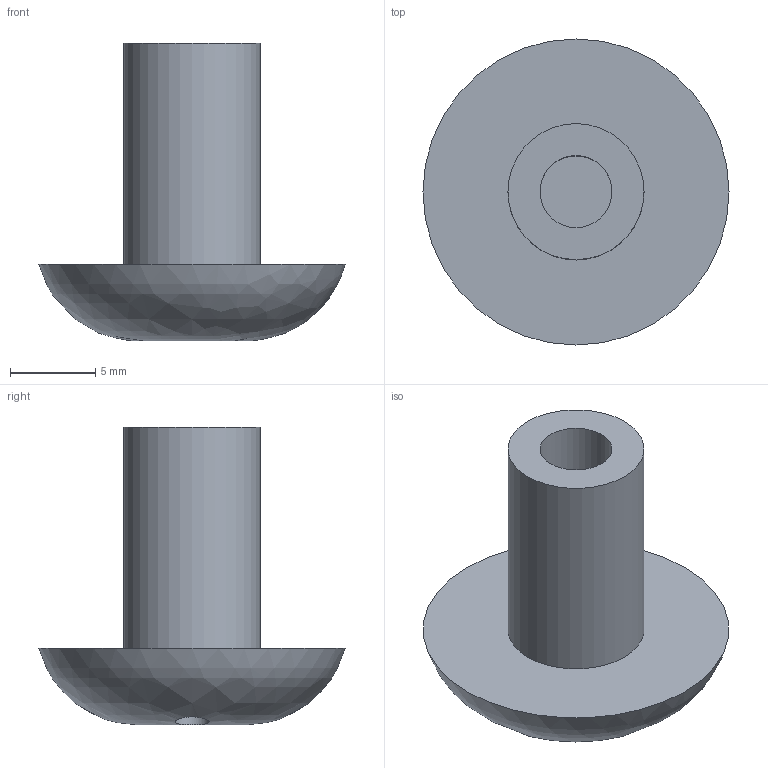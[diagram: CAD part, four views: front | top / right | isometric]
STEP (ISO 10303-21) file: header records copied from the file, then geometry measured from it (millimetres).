
FILE_DESCRIPTION(/* description */ (''),/* implementation_level */ '2;1');
FILE_NAME(/* name */ 'vis_prouve v1.step',/* time_stamp */ '2023-08-22T21:27:13+02:00',/* author */ (''),/* organization */ (''),/* preprocessor_version */ 'ST-DEVELOPER v20',/* originating_system */ 'Autodesk Translation Framework v12.9.0.99',/* authorisation */ '');
FILE_SCHEMA (('AUTOMOTIVE_DESIGN { 1 0 10303 214 3 1 1 }'));
Length unit declared in the file: millimetre
Products named in the file (1): vis_prouve
Bounding box: 18 x 18 x 17.5 mm (x, y, z)
Volume: 1277.2 mm3; surface area: 1136.6 mm2
Topology: 1 solids, 1 shells, 11 faces, 17 edges, 11 vertices
Faces by surface type: plane 6, cylinder 4, bspline 1
Full cylindrical faces by diameter (mm): 2 x2, 4.234 x1, 8 x1
Entity records: 383 total; most frequent: CARTESIAN_POINT 155, DIRECTION 42, ORIENTED_EDGE 34, AXIS2_PLACEMENT_3D 19, EDGE_CURVE 17, EDGE_LOOP 14, FACE_OUTER_BOUND 11, VERTEX_POINT 11
